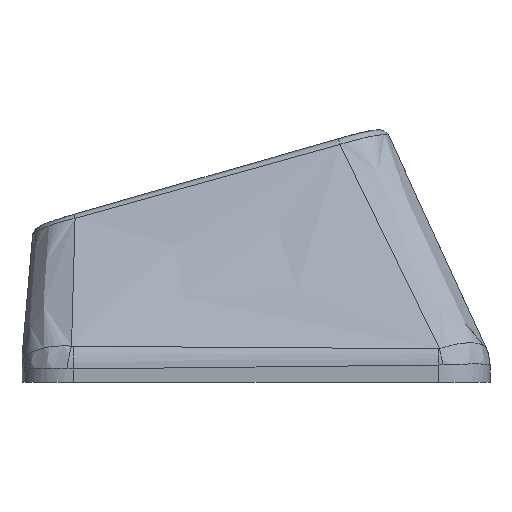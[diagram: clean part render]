
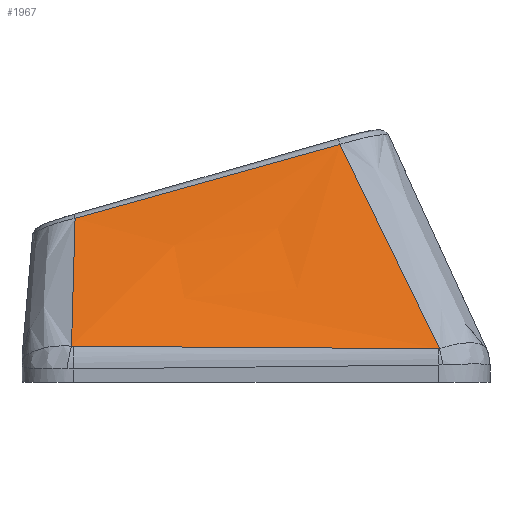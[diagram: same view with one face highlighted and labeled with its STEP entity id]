
A CAD part, left-side view. The second image highlights one B-rep face of the part: STEP entity #1967.
In plain terms, the highlighted free-form (B-spline) face has degree [3, 3] with [4, 4] control points.
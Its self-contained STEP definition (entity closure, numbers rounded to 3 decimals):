
#63=B_SPLINE_SURFACE_WITH_KNOTS('',3,3,((#4522,#4523,#4524,#4525),(#4526,
#4527,#4528,#4529),(#4530,#4531,#4532,#4533),(#4534,#4535,#4536,#4537)),
 .UNSPECIFIED.,.F.,.F.,.F.,(4,4),(4,4),(0.101,0.894),
(0.028,0.965),.UNSPECIFIED.);
#193=B_SPLINE_CURVE_WITH_KNOTS('',3,(#4030,#4031,#4032,#4033),
 .UNSPECIFIED.,.F.,.F.,(4,4),(0.,0.005),.UNSPECIFIED.);
#195=B_SPLINE_CURVE_WITH_KNOTS('',3,(#4057,#4058,#4059,#4060),
 .UNSPECIFIED.,.F.,.F.,(4,4),(0.,1.416),.UNSPECIFIED.);
#197=B_SPLINE_CURVE_WITH_KNOTS('',3,(#4084,#4085,#4086,#4087),
 .UNSPECIFIED.,.F.,.F.,(4,4),(0.,0.007),
 .UNSPECIFIED.);
#219=B_SPLINE_CURVE_WITH_KNOTS('',3,(#4512,#4513,#4514,#4515),
 .UNSPECIFIED.,.F.,.F.,(4,4),(-0.637,-0.022),
 .UNSPECIFIED.);
#221=B_SPLINE_CURVE_WITH_KNOTS('',3,(#4539,#4540,#4541,#4542),
 .UNSPECIFIED.,.F.,.F.,(4,4),(0.028,0.984),
 .UNSPECIFIED.);
#222=B_SPLINE_CURVE_WITH_KNOTS('',3,(#4543,#4544,#4545,#4546),
 .UNSPECIFIED.,.F.,.F.,(4,4),(-1.067,0.),.UNSPECIFIED.);
#556=FACE_OUTER_BOUND('',#682,.T.);
#682=EDGE_LOOP('',(#1696,#1697,#1698,#1699,#1700,#1701));
#874=VERTEX_POINT('',#3989);
#878=VERTEX_POINT('',#4023);
#880=VERTEX_POINT('',#4050);
#882=VERTEX_POINT('',#4077);
#909=VERTEX_POINT('',#4511);
#910=VERTEX_POINT('',#4538);
#1136=EDGE_CURVE('',#874,#878,#193,.T.);
#1139=EDGE_CURVE('',#878,#880,#195,.T.);
#1142=EDGE_CURVE('',#880,#882,#197,.T.);
#1183=EDGE_CURVE('',#882,#909,#219,.T.);
#1185=EDGE_CURVE('',#910,#874,#221,.T.);
#1186=EDGE_CURVE('',#909,#910,#222,.T.);
#1696=ORIENTED_EDGE('',*,*,#1142,.F.);
#1697=ORIENTED_EDGE('',*,*,#1139,.F.);
#1698=ORIENTED_EDGE('',*,*,#1136,.F.);
#1699=ORIENTED_EDGE('',*,*,#1185,.F.);
#1700=ORIENTED_EDGE('',*,*,#1186,.F.);
#1701=ORIENTED_EDGE('',*,*,#1183,.F.);
#1967=ADVANCED_FACE('',(#556),#63,.T.);
#3989=CARTESIAN_POINT('',(-27.989,-7.121,0.304));
#4023=CARTESIAN_POINT('',(-27.991,-7.076,0.3));
#4030=CARTESIAN_POINT('Ctrl Pts',(-27.989,-7.121,0.304));
#4031=CARTESIAN_POINT('Ctrl Pts',(-27.99,-7.106,0.301));
#4032=CARTESIAN_POINT('Ctrl Pts',(-27.991,-7.091,0.3));
#4033=CARTESIAN_POINT('Ctrl Pts',(-27.991,-7.076,0.3));
#4050=CARTESIAN_POINT('',(-27.844,7.094,0.394));
#4057=CARTESIAN_POINT('Ctrl Pts',(-27.991,-7.076,0.3));
#4058=CARTESIAN_POINT('Ctrl Pts',(-27.962,-2.354,0.326));
#4059=CARTESIAN_POINT('Ctrl Pts',(-27.924,2.369,0.358));
#4060=CARTESIAN_POINT('Ctrl Pts',(-27.844,7.094,0.394));
#4077=CARTESIAN_POINT('',(-27.839,7.16,0.401));
#4084=CARTESIAN_POINT('Ctrl Pts',(-27.844,7.094,0.394));
#4085=CARTESIAN_POINT('Ctrl Pts',(-27.844,7.116,0.394));
#4086=CARTESIAN_POINT('Ctrl Pts',(-27.842,7.138,0.397));
#4087=CARTESIAN_POINT('Ctrl Pts',(-27.839,7.16,0.401));
#4511=CARTESIAN_POINT('',(-24.26,7.021,5.361));
#4512=CARTESIAN_POINT('Ctrl Pts',(-27.839,7.16,0.401));
#4513=CARTESIAN_POINT('Ctrl Pts',(-26.638,7.094,2.05));
#4514=CARTESIAN_POINT('Ctrl Pts',(-25.447,7.043,3.704));
#4515=CARTESIAN_POINT('Ctrl Pts',(-24.26,7.021,5.361));
#4522=CARTESIAN_POINT('Ctrl Pts',(-24.243,-3.698,8.345));
#4523=CARTESIAN_POINT('Ctrl Pts',(-25.492,-4.839,5.663));
#4524=CARTESIAN_POINT('Ctrl Pts',(-26.741,-5.981,2.982));
#4525=CARTESIAN_POINT('Ctrl Pts',(-27.991,-7.122,0.3));
#4526=CARTESIAN_POINT('Ctrl Pts',(-24.243,-0.067,
7.343));
#4527=CARTESIAN_POINT('Ctrl Pts',(-25.492,-0.832,4.983));
#4528=CARTESIAN_POINT('Ctrl Pts',(-26.741,-1.597,2.624));
#4529=CARTESIAN_POINT('Ctrl Pts',(-27.991,-2.362,0.264));
#4530=CARTESIAN_POINT('Ctrl Pts',(-24.243,3.564,6.34));
#4531=CARTESIAN_POINT('Ctrl Pts',(-25.492,3.175,4.303));
#4532=CARTESIAN_POINT('Ctrl Pts',(-26.741,2.786,2.265));
#4533=CARTESIAN_POINT('Ctrl Pts',(-27.991,2.398,0.228));
#4534=CARTESIAN_POINT('Ctrl Pts',(-24.243,7.194,5.338));
#4535=CARTESIAN_POINT('Ctrl Pts',(-25.492,7.182,3.623));
#4536=CARTESIAN_POINT('Ctrl Pts',(-26.741,7.17,1.907));
#4537=CARTESIAN_POINT('Ctrl Pts',(-27.991,7.158,0.192));
#4538=CARTESIAN_POINT('',(-24.243,-3.254,8.223));
#4539=CARTESIAN_POINT('Ctrl Pts',(-24.243,-3.254,8.223));
#4540=CARTESIAN_POINT('Ctrl Pts',(-25.51,-4.556,5.595));
#4541=CARTESIAN_POINT('Ctrl Pts',(-26.754,-5.842,2.953));
#4542=CARTESIAN_POINT('Ctrl Pts',(-27.989,-7.121,0.304));
#4543=CARTESIAN_POINT('Ctrl Pts',(-24.26,7.021,5.361));
#4544=CARTESIAN_POINT('Ctrl Pts',(-24.258,3.593,6.305));
#4545=CARTESIAN_POINT('Ctrl Pts',(-24.25,0.169,7.261));
#4546=CARTESIAN_POINT('Ctrl Pts',(-24.243,-3.254,8.223));
